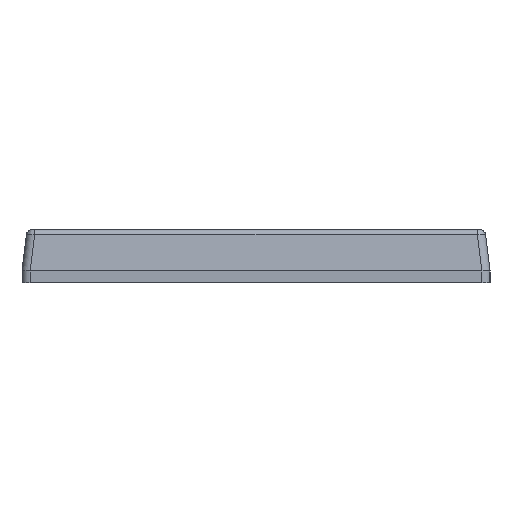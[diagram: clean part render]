
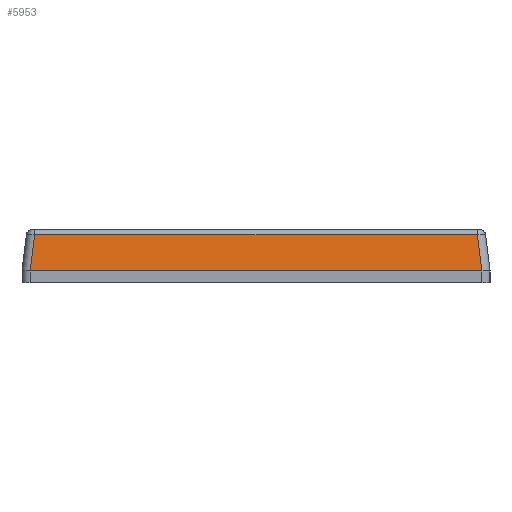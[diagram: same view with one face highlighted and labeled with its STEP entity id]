
A CAD part, left-side view. The second image highlights one B-rep face of the part: STEP entity #5953.
In plain terms, the highlighted planar face has unit normal (-0.993, 0, 0.122).
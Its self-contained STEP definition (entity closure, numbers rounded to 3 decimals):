
#37=ELLIPSE('',#6619,16.411,2.);
#38=ELLIPSE('',#6622,16.411,2.);
#183=PLANE('',#6624);
#633=FACE_OUTER_BOUND('',#1009,.T.);
#1009=EDGE_LOOP('',(#5344,#5345,#5346,#5347,#5348,#5349));
#1466=LINE('',#10051,#1998);
#1469=LINE('',#10115,#2001);
#1538=LINE('',#10282,#2070);
#1543=LINE('',#10297,#2075);
#1998=VECTOR('',#8192,10.);
#2001=VECTOR('',#8209,10.);
#2070=VECTOR('',#8388,10.);
#2075=VECTOR('',#8409,10.);
#2880=VERTEX_POINT('',#10045);
#2881=VERTEX_POINT('',#10049);
#2885=VERTEX_POINT('',#10113);
#2928=VERTEX_POINT('',#10281);
#2929=VERTEX_POINT('',#10286);
#2930=VERTEX_POINT('',#10291);
#3655=EDGE_CURVE('',#2881,#2880,#1466,.T.);
#3663=EDGE_CURVE('',#2885,#2881,#1469,.T.);
#3749=EDGE_CURVE('',#2880,#2928,#1538,.T.);
#3752=EDGE_CURVE('',#2928,#2929,#37,.T.);
#3755=EDGE_CURVE('',#2930,#2885,#38,.T.);
#3757=EDGE_CURVE('',#2930,#2929,#1543,.T.);
#5344=ORIENTED_EDGE('',*,*,#3655,.F.);
#5345=ORIENTED_EDGE('',*,*,#3663,.F.);
#5346=ORIENTED_EDGE('',*,*,#3755,.F.);
#5347=ORIENTED_EDGE('',*,*,#3757,.T.);
#5348=ORIENTED_EDGE('',*,*,#3752,.F.);
#5349=ORIENTED_EDGE('',*,*,#3749,.F.);
#5953=ADVANCED_FACE('',(#633),#183,.T.);
#6619=AXIS2_PLACEMENT_3D('',#10287,#8394,#8395);
#6622=AXIS2_PLACEMENT_3D('',#10293,#8402,#8403);
#6624=AXIS2_PLACEMENT_3D('',#10296,#8407,#8408);
#8192=DIRECTION('',(0.,-1.,0.));
#8209=DIRECTION('',(0.121,-0.121,0.985));
#8388=DIRECTION('',(-0.121,-0.121,-0.985));
#8394=DIRECTION('center_axis',(0.993,0.,-0.122));
#8395=DIRECTION('ref_axis',(-0.122,0.,-0.993));
#8402=DIRECTION('center_axis',(0.993,0.,-0.122));
#8403=DIRECTION('ref_axis',(-0.122,0.,-0.993));
#8407=DIRECTION('center_axis',(-0.993,0.,0.122));
#8408=DIRECTION('ref_axis',(0.122,0.,0.993));
#8409=DIRECTION('',(0.,-1.,0.));
#10045=CARTESIAN_POINT('',(-904.245,16.732,13.083));
#10049=CARTESIAN_POINT('',(-904.245,123.129,13.083));
#10051=CARTESIAN_POINT('',(-904.245,83.993,13.083));
#10113=CARTESIAN_POINT('',(-905.311,124.195,4.4));
#10115=CARTESIAN_POINT('',(-902.918,121.802,23.894));
#10281=CARTESIAN_POINT('',(-905.311,15.666,4.4));
#10282=CARTESIAN_POINT('',(-903.581,17.396,18.494));
#10286=CARTESIAN_POINT('',(-905.312,15.68,4.4));
#10287=CARTESIAN_POINT('Origin',(-903.312,15.68,20.689));
#10291=CARTESIAN_POINT('',(-905.312,124.18,4.4));
#10293=CARTESIAN_POINT('Origin',(-903.312,124.18,20.689));
#10296=CARTESIAN_POINT('Origin',(-904.698,98.055,9.4));
#10297=CARTESIAN_POINT('',(-905.312,98.055,4.4));
